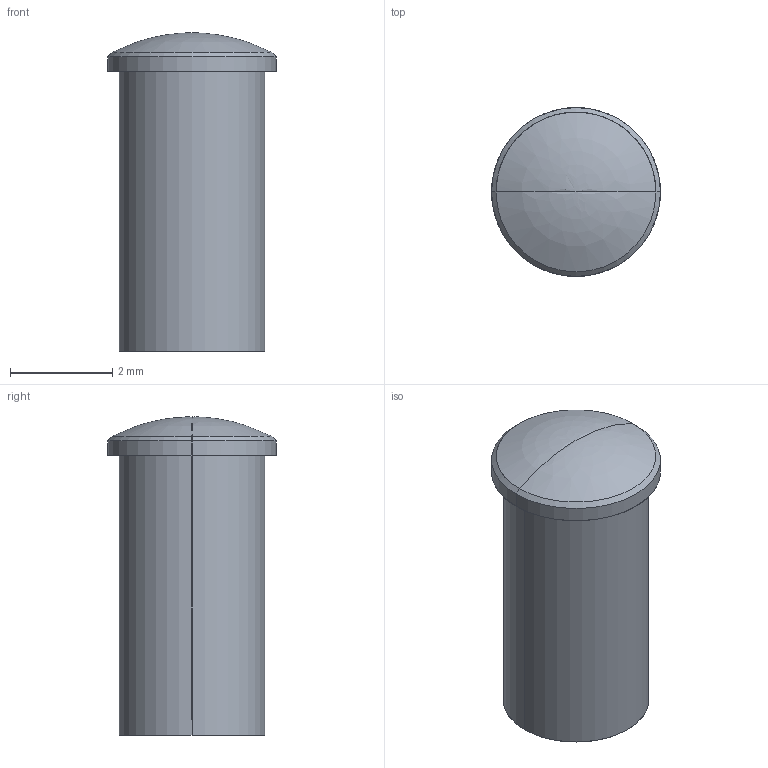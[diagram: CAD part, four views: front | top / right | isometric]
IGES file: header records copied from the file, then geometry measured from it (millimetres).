
Start section: SolidWorks IGES file using analytic representation for surfaces
Global section: file name: PLP2-215.IGS; native system: SolidWorks 2012; preprocessor: SolidWorks 2012; author: sraja; date: 120827.115412; units: inch
Bounding box: 3.3 x 3.3 x 6.22 mm (x, y, z)
Surface area: 69.8 mm2 (no closed solid volume)
Topology: 0 solids, 0 shells, 10 faces, 128 edges, 126 vertices
Faces by surface type: revolution 8, bspline 2
